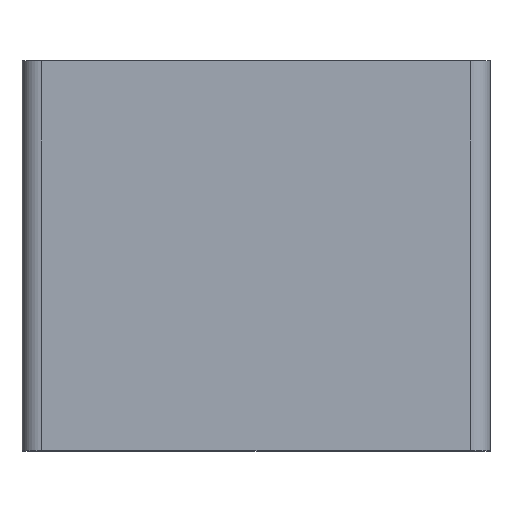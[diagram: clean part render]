
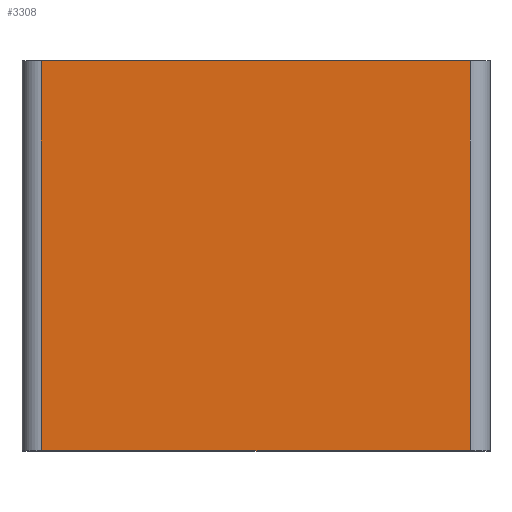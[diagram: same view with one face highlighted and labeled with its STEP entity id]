
A CAD part, top view. The second image highlights one B-rep face of the part: STEP entity #3308.
In plain terms, the highlighted planar face has unit normal (0, 0, 1).
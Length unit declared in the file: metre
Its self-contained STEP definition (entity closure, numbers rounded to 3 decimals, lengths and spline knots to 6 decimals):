
#73=PLANE('',#3585);
#214=FACE_OUTER_BOUND('',#382,.T.);
#382=EDGE_LOOP('',(#2527,#2528,#2529,#2530));
#662=LINE('',#5267,#1020);
#663=LINE('',#5270,#1021);
#664=LINE('',#5272,#1022);
#665=LINE('',#5273,#1023);
#1020=VECTOR('',#4277,0.1);
#1021=VECTOR('',#4280,0.11);
#1022=VECTOR('',#4281,0.11);
#1023=VECTOR('',#4282,0.1);
#1510=VERTEX_POINT('',#5261);
#1512=VERTEX_POINT('',#5265);
#1513=VERTEX_POINT('',#5269);
#1514=VERTEX_POINT('',#5271);
#1936=EDGE_CURVE('',#1512,#1510,#662,.T.);
#1937=EDGE_CURVE('',#1510,#1513,#663,.T.);
#1938=EDGE_CURVE('',#1512,#1514,#664,.T.);
#1939=EDGE_CURVE('',#1514,#1513,#665,.T.);
#2527=ORIENTED_EDGE('',*,*,#1937,.F.);
#2528=ORIENTED_EDGE('',*,*,#1936,.F.);
#2529=ORIENTED_EDGE('',*,*,#1938,.T.);
#2530=ORIENTED_EDGE('',*,*,#1939,.T.);
#3308=ADVANCED_FACE('',(#214),#73,.T.);
#3585=AXIS2_PLACEMENT_3D('',#5268,#4278,#4279);
#4277=DIRECTION('',(0.,-1.,0.));
#4278=DIRECTION('center_axis',(0.,0.,1.));
#4279=DIRECTION('ref_axis',(1.,0.,0.));
#4280=DIRECTION('',(-1.,0.,0.));
#4281=DIRECTION('',(-1.,0.,0.));
#4282=DIRECTION('',(0.,-1.,0.));
#5261=CARTESIAN_POINT('',(0.078894,0.,0.097862));
#5265=CARTESIAN_POINT('',(0.078894,0.1,0.097862));
#5267=CARTESIAN_POINT('',(0.078894,0.1,0.097862));
#5268=CARTESIAN_POINT('Origin',(0.078894,0.1,0.097862));
#5269=CARTESIAN_POINT('',(-0.031106,0.,0.097862));
#5270=CARTESIAN_POINT('',(0.078894,0.,0.097862));
#5271=CARTESIAN_POINT('',(-0.031106,0.1,0.097862));
#5272=CARTESIAN_POINT('',(0.078894,0.1,0.097862));
#5273=CARTESIAN_POINT('',(-0.031106,0.1,0.097862));
